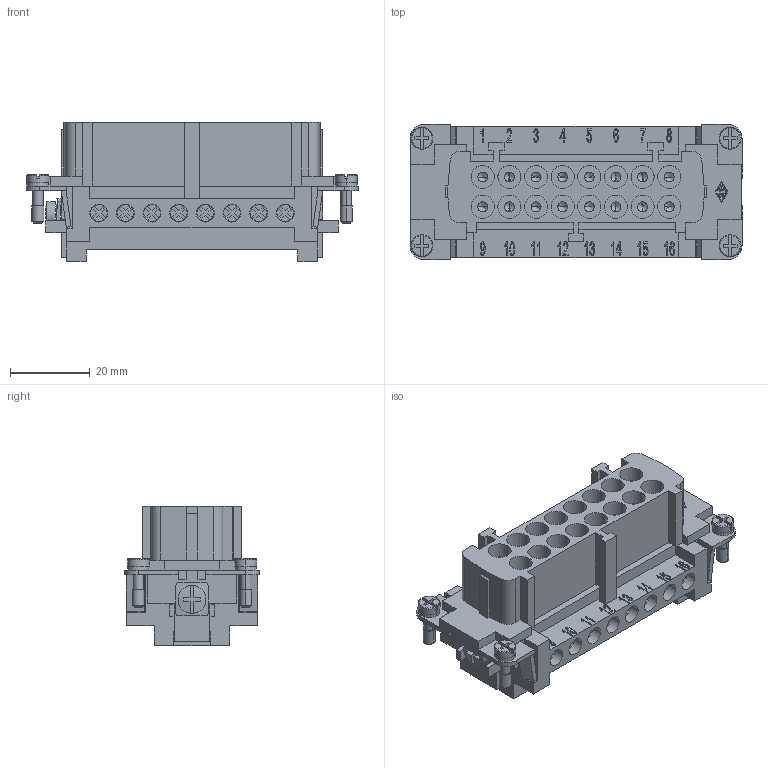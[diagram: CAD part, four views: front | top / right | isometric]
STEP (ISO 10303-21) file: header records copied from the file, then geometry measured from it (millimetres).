
FILE_DESCRIPTION(('Creo Elements/Direct Modeling STEP Export'),'2;1');
FILE_NAME('JNEF 16.stp','2014-08-01T 8:36:26',(''),(''),'Creo Elements/Direct Modeling STEP processor for AP214 (Solid Model)','Creo Elements/Direct Modeling 18.0B 02-Dec-2011 (C) Parametric Technology GmbH','');
FILE_SCHEMA(('AUTOMOTIVE_DESIGN { 1 0 10303 214 1 1 1 1 }'));
Length unit declared in the file: millimetre
Products named in the file (2): JNEF_16
Assembly tree (1 placements, depth 2):
  JNEF_16
    JNEF_16
Bounding box: 83.5 x 34 x 35 mm (x, y, z)
Volume: 38888 mm3; surface area: 28393.3 mm2
Topology: 2 solids, 2 shells, 1739 faces, 4639 edges, 3054 vertices
Faces by surface type: plane 1111, bspline 308, cylinder 268, cone 40, torus 8, sphere 4
Entity records: 54487 total; most frequent: CARTESIAN_POINT 13697, ORIENTED_EDGE 9214, DIRECTION 7045, EDGE_CURVE 4607, VECTOR 3217, LINE 3217, VERTEX_POINT 3054, EDGE_LOOP 1935
